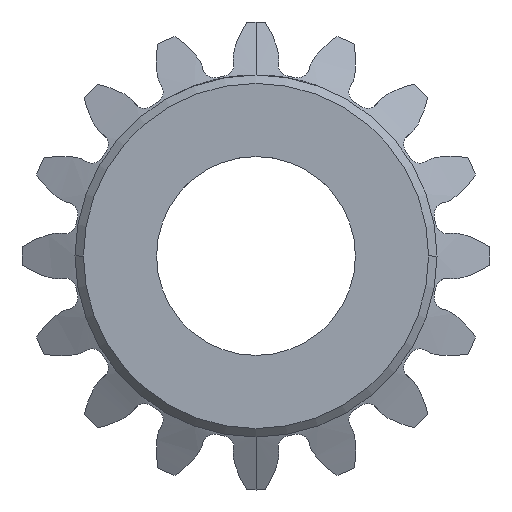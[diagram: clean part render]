
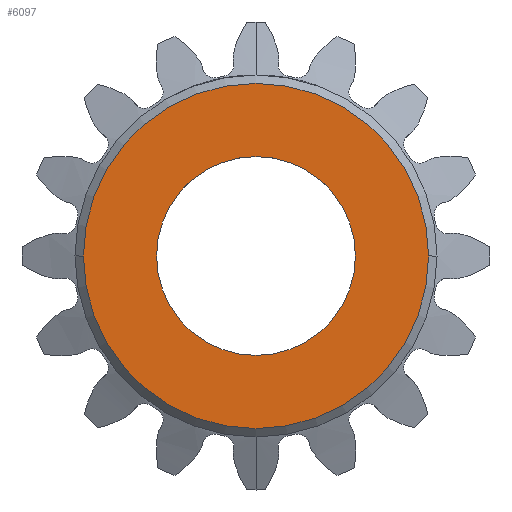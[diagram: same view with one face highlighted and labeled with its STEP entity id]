
A CAD part, front view. The second image highlights one B-rep face of the part: STEP entity #6097.
In plain terms, the highlighted planar face has unit normal (0, -1, 0).
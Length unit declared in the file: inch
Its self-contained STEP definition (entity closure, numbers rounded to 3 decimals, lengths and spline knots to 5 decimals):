
#266 = CIRCLE ( 'NONE', #6721, 0.205 ) ;
#625 = VERTEX_POINT ( 'NONE', #2842 ) ;
#637 = VERTEX_POINT ( 'NONE', #2552 ) ;
#870 = EDGE_LOOP ( 'NONE', ( #1445, #1578 ) ) ;
#880 = FACE_BOUND ( 'NONE', #5232, .T. ) ;
#1298 = EDGE_CURVE ( 'NONE', #637, #625, #266, .T. ) ;
#1445 = ORIENTED_EDGE ( 'NONE', *, *, #8017, .T. ) ;
#1578 = ORIENTED_EDGE ( 'NONE', *, *, #1298, .T. ) ;
#1730 = DIRECTION ( 'NONE',  ( 0., 1., 0. ) ) ;
#1749 = CARTESIAN_POINT ( 'NONE',  ( 0., -0.25372, -0.11811 ) ) ;
#1915 = AXIS2_PLACEMENT_3D ( 'NONE', #5470, #1730, #6133 ) ;
#2159 = CARTESIAN_POINT ( 'NONE',  ( 0., -0.25372, 0. ) ) ;
#2274 = VERTEX_POINT ( 'NONE', #2786 ) ;
#2492 = DIRECTION ( 'NONE',  ( -1., 0., 0. ) ) ;
#2552 = CARTESIAN_POINT ( 'NONE',  ( 0.205, -0.25372, 0. ) ) ;
#2612 = FACE_OUTER_BOUND ( 'NONE', #870, .T. ) ;
#2667 = ORIENTED_EDGE ( 'NONE', *, *, #5650, .T. ) ;
#2786 = CARTESIAN_POINT ( 'NONE',  ( 0., -0.25372, 0.11811 ) ) ;
#2789 = DIRECTION ( 'NONE',  ( -1., 0., 0. ) ) ;
#2842 = CARTESIAN_POINT ( 'NONE',  ( -0.205, -0.25372, 0. ) ) ;
#3103 = PLANE ( 'NONE',  #3658 ) ;
#3658 = AXIS2_PLACEMENT_3D ( 'NONE', #5578, #6258, #2492 ) ;
#3788 = DIRECTION ( 'NONE',  ( 0., 1., 0. ) ) ;
#3976 = CIRCLE ( 'NONE', #6743, 0.11811 ) ;
#4634 = CIRCLE ( 'NONE', #1915, 0.11811 ) ;
#4928 = DIRECTION ( 'NONE',  ( -1., 0., 0. ) ) ;
#5113 = DIRECTION ( 'NONE',  ( 0., -1., 0. ) ) ;
#5174 = CARTESIAN_POINT ( 'NONE',  ( 0., -0.25372, 0. ) ) ;
#5232 = EDGE_LOOP ( 'NONE', ( #7982, #2667 ) ) ;
#5470 = CARTESIAN_POINT ( 'NONE',  ( 0., -0.25372, 0. ) ) ;
#5578 = CARTESIAN_POINT ( 'NONE',  ( -0.215, -0.25372, -0.27863 ) ) ;
#5650 = EDGE_CURVE ( 'NONE', #6047, #2274, #3976, .T. ) ;
#6047 = VERTEX_POINT ( 'NONE', #1749 ) ;
#6097 = ADVANCED_FACE ( 'NONE', ( #2612, #880 ), #3103, .F. ) ;
#6133 = DIRECTION ( 'NONE',  ( 0., 0., 1. ) ) ;
#6136 = CIRCLE ( 'NONE', #6690, 0.205 ) ;
#6258 = DIRECTION ( 'NONE',  ( 0., 1., 0. ) ) ;
#6526 = DIRECTION ( 'NONE',  ( 0., -1., 0. ) ) ;
#6690 = AXIS2_PLACEMENT_3D ( 'NONE', #2159, #6526, #2789 ) ;
#6721 = AXIS2_PLACEMENT_3D ( 'NONE', #5174, #5113, #4928 ) ;
#6743 = AXIS2_PLACEMENT_3D ( 'NONE', #7524, #3788, #8129 ) ;
#7524 = CARTESIAN_POINT ( 'NONE',  ( 0., -0.25372, 0. ) ) ;
#7982 = ORIENTED_EDGE ( 'NONE', *, *, #8132, .T. ) ;
#8017 = EDGE_CURVE ( 'NONE', #625, #637, #6136, .T. ) ;
#8129 = DIRECTION ( 'NONE',  ( 0., 0., 1. ) ) ;
#8132 = EDGE_CURVE ( 'NONE', #2274, #6047, #4634, .T. ) ;
